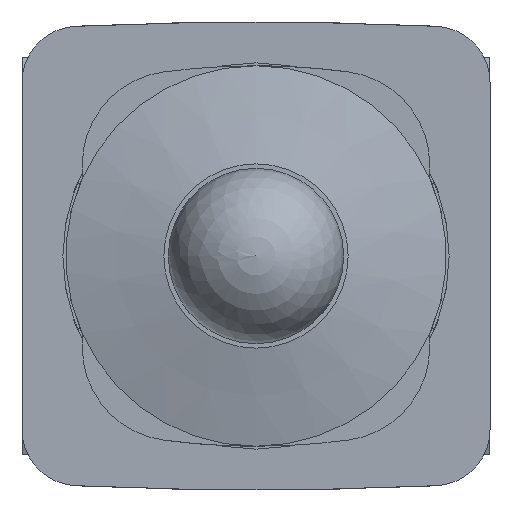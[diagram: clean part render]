
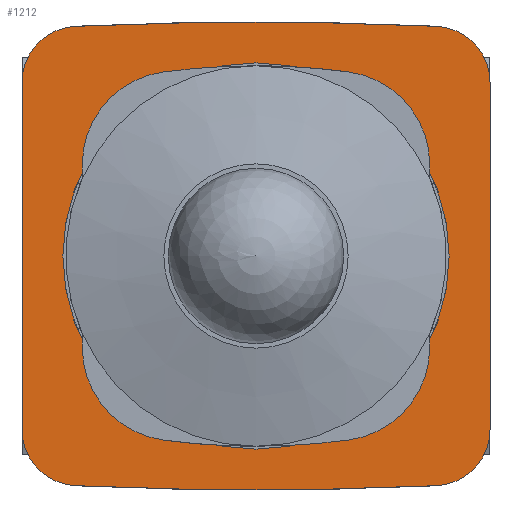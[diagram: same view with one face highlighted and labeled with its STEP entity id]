
A CAD part, front view. The second image highlights one B-rep face of the part: STEP entity #1212.
In plain terms, the highlighted planar face has unit normal (0, -1, 0).
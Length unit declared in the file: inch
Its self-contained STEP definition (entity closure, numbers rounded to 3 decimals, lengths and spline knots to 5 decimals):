
#1212 = ADVANCED_FACE( '', ( #2493, #2494 ), #2495, .F. );
#2493 = FACE_BOUND( '', #3796, .T. );
#2494 = FACE_OUTER_BOUND( '', #3797, .T. );
#2495 = PLANE( '', #3798 );
#3796 = EDGE_LOOP( '', ( #7402 ) );
#3797 = EDGE_LOOP( '', ( #7403, #7404, #7405, #7406, #7407, #7408, #7409, #7410 ) );
#3798 = AXIS2_PLACEMENT_3D( '', #7411, #7412, #7413 );
#7402 = ORIENTED_EDGE( '', *, *, #9143, .F. );
#7403 = ORIENTED_EDGE( '', *, *, #8888, .F. );
#7404 = ORIENTED_EDGE( '', *, *, #8639, .F. );
#7405 = ORIENTED_EDGE( '', *, *, #8269, .F. );
#7406 = ORIENTED_EDGE( '', *, *, #8093, .F. );
#7407 = ORIENTED_EDGE( '', *, *, #9105, .F. );
#7408 = ORIENTED_EDGE( '', *, *, #8755, .F. );
#7409 = ORIENTED_EDGE( '', *, *, #9071, .F. );
#7410 = ORIENTED_EDGE( '', *, *, #8679, .F. );
#7411 = CARTESIAN_POINT( '', ( -0.59843, 0., 0.5842 ) );
#7412 = DIRECTION( '', ( 0., 1., 0. ) );
#7413 = DIRECTION( '', ( 0., 0., 1. ) );
#8093 = EDGE_CURVE( '', #9868, #9870, #9871, .T. );
#8269 = EDGE_CURVE( '', #9870, #10164, #10165, .T. );
#8639 = EDGE_CURVE( '', #10164, #10732, #10733, .T. );
#8679 = EDGE_CURVE( '', #10782, #10784, #10785, .T. );
#8755 = EDGE_CURVE( '', #10886, #10888, #10889, .T. );
#8888 = EDGE_CURVE( '', #10732, #10782, #11051, .T. );
#9071 = EDGE_CURVE( '', #10784, #10886, #11284, .T. );
#9105 = EDGE_CURVE( '', #10888, #9868, #11320, .T. );
#9143 = EDGE_CURVE( '', #11360, #11360, #11361, .T. );
#9868 = VERTEX_POINT( '', #12309 );
#9870 = VERTEX_POINT( '', #12312 );
#9871 = CIRCLE( '', #12313, 0.18898 );
#10164 = VERTEX_POINT( '', #12688 );
#10165 = CIRCLE( '', #12689, 12.7874 );
#10732 = VERTEX_POINT( '', #13420 );
#10733 = CIRCLE( '', #13421, 0.18898 );
#10782 = VERTEX_POINT( '', #13485 );
#10784 = VERTEX_POINT( '', #13488 );
#10785 = CIRCLE( '', #13489, 0.18898 );
#10886 = VERTEX_POINT( '', #13632 );
#10888 = VERTEX_POINT( '', #13635 );
#10889 = CIRCLE( '', #13636, 0.18898 );
#11051 = LINE( '', #13878, #13879 );
#11284 = CIRCLE( '', #14193, 12.7874 );
#11320 = LINE( '', #14238, #14239 );
#11360 = VERTEX_POINT( '', #14293 );
#11361 = CIRCLE( '', #14294, 0.64996 );
#12309 = CARTESIAN_POINT( '', ( 0.7874, 0., -0.5842 ) );
#12312 = CARTESIAN_POINT( '', ( 0.6074, 0., -0.77297 ) );
#12313 = AXIS2_PLACEMENT_3D( '', #14898, #14899, #14900 );
#12688 = CARTESIAN_POINT( '', ( -0.6074, 0., -0.77297 ) );
#12689 = AXIS2_PLACEMENT_3D( '', #15175, #15176, #15177 );
#13420 = CARTESIAN_POINT( '', ( -0.7874, 0., -0.5842 ) );
#13421 = AXIS2_PLACEMENT_3D( '', #15734, #15735, #15736 );
#13485 = CARTESIAN_POINT( '', ( -0.7874, 0., 0.5842 ) );
#13488 = CARTESIAN_POINT( '', ( -0.6074, 0., 0.77297 ) );
#13489 = AXIS2_PLACEMENT_3D( '', #15789, #15790, #15791 );
#13632 = CARTESIAN_POINT( '', ( 0.6074, 0., 0.77297 ) );
#13635 = CARTESIAN_POINT( '', ( 0.7874, 0., 0.5842 ) );
#13636 = AXIS2_PLACEMENT_3D( '', #15865, #15866, #15867 );
#13878 = CARTESIAN_POINT( '', ( -0.7874, 0., -0.5842 ) );
#13879 = VECTOR( '', #15992, 39.37008 );
#14193 = AXIS2_PLACEMENT_3D( '', #16217, #16218, #16219 );
#14238 = CARTESIAN_POINT( '', ( 0.7874, 0., 0.5842 ) );
#14239 = VECTOR( '', #16247, 39.37008 );
#14293 = CARTESIAN_POINT( '', ( 0., 0., -0.64996 ) );
#14294 = AXIS2_PLACEMENT_3D( '', #16271, #16272, #16273 );
#14898 = CARTESIAN_POINT( '', ( 0.59843, 0., -0.5842 ) );
#14899 = DIRECTION( '', ( 0., 1., 0. ) );
#14900 = DIRECTION( '', ( 1., 0., 0. ) );
#15175 = CARTESIAN_POINT( '', ( 0., 0., 12. ) );
#15176 = DIRECTION( '', ( 0., 1., 0. ) );
#15177 = DIRECTION( '', ( 1., 0., 0. ) );
#15734 = CARTESIAN_POINT( '', ( -0.59843, 0., -0.5842 ) );
#15735 = DIRECTION( '', ( 0., 1., 0. ) );
#15736 = DIRECTION( '', ( 1., 0., 0. ) );
#15789 = CARTESIAN_POINT( '', ( -0.59843, 0., 0.5842 ) );
#15790 = DIRECTION( '', ( 0., 1., 0. ) );
#15791 = DIRECTION( '', ( 1., 0., 0. ) );
#15865 = CARTESIAN_POINT( '', ( 0.59843, 0., 0.5842 ) );
#15866 = DIRECTION( '', ( 0., 1., 0. ) );
#15867 = DIRECTION( '', ( 1., 0., 0. ) );
#15992 = DIRECTION( '', ( 0., 0., 1. ) );
#16217 = CARTESIAN_POINT( '', ( 0., 0., -12. ) );
#16218 = DIRECTION( '', ( 0., 1., 0. ) );
#16219 = DIRECTION( '', ( 1., 0., 0. ) );
#16247 = DIRECTION( '', ( 0., 0., -1. ) );
#16271 = CARTESIAN_POINT( '', ( 0., 0., 0. ) );
#16272 = DIRECTION( '', ( 0., -1., 0. ) );
#16273 = DIRECTION( '', ( 0., 0., -1. ) );
